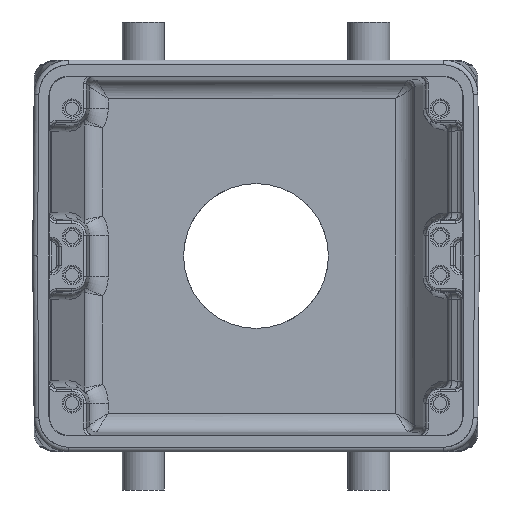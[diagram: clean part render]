
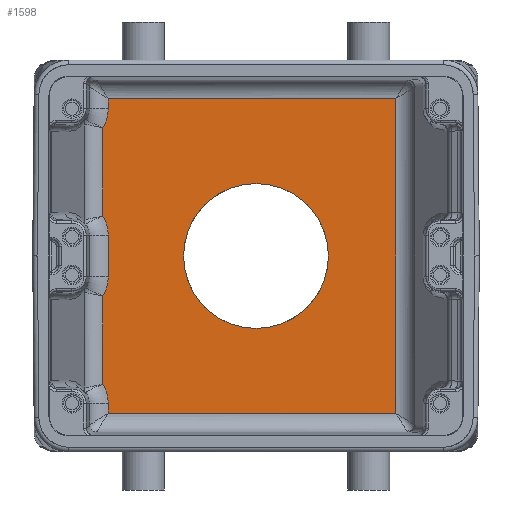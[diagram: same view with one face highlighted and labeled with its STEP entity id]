
A CAD part, front view. The second image highlights one B-rep face of the part: STEP entity #1598.
In plain terms, the highlighted planar face has unit normal (0, -1, 0).
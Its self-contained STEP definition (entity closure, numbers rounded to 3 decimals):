
#1598=ADVANCED_FACE('',(#2516,#2517),#1950,.F.);
#1950=PLANE('',#11536);
#2175=CIRCLE('',#11130,7.646);
#2182=CIRCLE('',#11149,7.646);
#2312=CIRCLE('',#11432,7.646);
#2325=CIRCLE('',#11468,7.646);
#2349=CIRCLE('',#11534,15.25);
#2350=CIRCLE('',#11535,15.25);
#2516=FACE_BOUND('',#3090,.T.);
#2517=FACE_BOUND('',#3091,.T.);
#3090=EDGE_LOOP('',(#5951,#5952));
#3091=EDGE_LOOP('',(#5953,#5954,#5955,#5956,#5957,#5958,#5959,#5960,#5961,
#5962,#5963,#5964));
#5951=ORIENTED_EDGE('',*,*,#8815,.T.);
#5952=ORIENTED_EDGE('',*,*,#8816,.T.);
#5953=ORIENTED_EDGE('',*,*,#8261,.F.);
#5954=ORIENTED_EDGE('',*,*,#8255,.T.);
#5955=ORIENTED_EDGE('',*,*,#8284,.F.);
#5956=ORIENTED_EDGE('',*,*,#8294,.T.);
#5957=ORIENTED_EDGE('',*,*,#8728,.F.);
#5958=ORIENTED_EDGE('',*,*,#8726,.T.);
#5959=ORIENTED_EDGE('',*,*,#8660,.F.);
#5960=ORIENTED_EDGE('',*,*,#8671,.T.);
#5961=ORIENTED_EDGE('',*,*,#8673,.F.);
#5962=ORIENTED_EDGE('',*,*,#8807,.F.);
#5963=ORIENTED_EDGE('',*,*,#8810,.F.);
#5964=ORIENTED_EDGE('',*,*,#8814,.F.);
#7089=VERTEX_POINT('',#16676);
#7090=VERTEX_POINT('',#16677);
#7095=VERTEX_POINT('',#16707);
#7105=VERTEX_POINT('',#17038);
#7111=VERTEX_POINT('',#17158);
#7332=VERTEX_POINT('',#18785);
#7333=VERTEX_POINT('',#18894);
#7334=VERTEX_POINT('',#18895);
#7341=VERTEX_POINT('',#19032);
#7370=VERTEX_POINT('',#19435);
#7408=VERTEX_POINT('',#19735);
#7409=VERTEX_POINT('',#19853);
#7411=VERTEX_POINT('',#19976);
#7412=VERTEX_POINT('',#19977);
#8255=EDGE_CURVE('',#7089,#7090,#2175,.T.);
#8261=EDGE_CURVE('',#7089,#7095,#9560,.T.);
#8284=EDGE_CURVE('',#7105,#7090,#9569,.T.);
#8294=EDGE_CURVE('',#7105,#7111,#2182,.T.);
#8660=EDGE_CURVE('',#7333,#7334,#9705,.T.);
#8671=EDGE_CURVE('',#7333,#7341,#2312,.T.);
#8673=EDGE_CURVE('',#7332,#7341,#9708,.T.);
#8726=EDGE_CURVE('',#7370,#7334,#2325,.T.);
#8728=EDGE_CURVE('',#7370,#7111,#9727,.T.);
#8807=EDGE_CURVE('',#7408,#7332,#9768,.T.);
#8810=EDGE_CURVE('',#7409,#7408,#9769,.T.);
#8814=EDGE_CURVE('',#7095,#7409,#9770,.T.);
#8815=EDGE_CURVE('',#7411,#7412,#2349,.T.);
#8816=EDGE_CURVE('',#7412,#7411,#2350,.T.);
#9560=LINE('',#16706,#10339);
#9569=LINE('',#17037,#10348);
#9705=LINE('',#18893,#10484);
#9708=LINE('',#19036,#10487);
#9727=LINE('',#19438,#10506);
#9768=LINE('',#19736,#10547);
#9769=LINE('',#19854,#10548);
#9770=LINE('',#19973,#10549);
#10339=VECTOR('',#13107,1.);
#10348=VECTOR('',#13138,1.);
#10484=VECTOR('',#13840,1.);
#10487=VECTOR('',#13855,1.);
#10506=VECTOR('',#13948,1.);
#10547=VECTOR('',#14107,1.);
#10548=VECTOR('',#14110,1.);
#10549=VECTOR('',#14115,1.);
#11130=AXIS2_PLACEMENT_3D('',#16675,#13098,#13099);
#11149=AXIS2_PLACEMENT_3D('',#17159,#13148,#13149);
#11432=AXIS2_PLACEMENT_3D('',#19033,#13850,#13851);
#11468=AXIS2_PLACEMENT_3D('',#19434,#13942,#13943);
#11534=AXIS2_PLACEMENT_3D('',#19975,#14118,#14119);
#11535=AXIS2_PLACEMENT_3D('',#19978,#14120,#14121);
#11536=AXIS2_PLACEMENT_3D('',#19979,#14122,#14123);
#13098=DIRECTION('',(0.,1.,0.));
#13099=DIRECTION('',(1.,0.,0.));
#13107=DIRECTION('',(0.,0.,1.));
#13138=DIRECTION('',(0.,0.,1.));
#13148=DIRECTION('',(0.,1.,0.));
#13149=DIRECTION('',(0.853,0.,0.521));
#13840=DIRECTION('',(0.,0.,1.));
#13850=DIRECTION('',(0.,1.,0.));
#13851=DIRECTION('',(0.853,0.,0.521));
#13855=DIRECTION('',(0.,0.,1.));
#13942=DIRECTION('',(0.,1.,0.));
#13943=DIRECTION('',(1.,0.,0.));
#13948=DIRECTION('',(0.,0.,1.));
#14107=DIRECTION('',(-1.,0.,0.));
#14110=DIRECTION('',(0.,0.,-1.));
#14115=DIRECTION('',(1.,0.,0.));
#14118=DIRECTION('',(0.,1.,0.));
#14119=DIRECTION('',(1.,0.,0.));
#14120=DIRECTION('',(0.,1.,0.));
#14121=DIRECTION('',(-1.,0.,0.));
#14122=DIRECTION('',(0.,1.,0.));
#14123=DIRECTION('',(-1.,0.,0.));
#16675=CARTESIAN_POINT('',(-38.75,40.,31.));
#16676=CARTESIAN_POINT('',(-31.104,40.,31.));
#16677=CARTESIAN_POINT('',(-32.225,40.,27.015));
#16706=CARTESIAN_POINT('',(-31.104,40.,31.));
#16707=CARTESIAN_POINT('',(-31.104,40.,33.104));
#17037=CARTESIAN_POINT('',(-32.225,40.,8.385));
#17038=CARTESIAN_POINT('',(-32.225,40.,8.385));
#17158=CARTESIAN_POINT('',(-31.104,40.,4.4));
#17159=CARTESIAN_POINT('',(-38.75,40.,4.4));
#18785=CARTESIAN_POINT('',(-31.104,40.,-33.104));
#18893=CARTESIAN_POINT('',(-32.225,40.,-27.015));
#18894=CARTESIAN_POINT('',(-32.225,40.,-27.015));
#18895=CARTESIAN_POINT('',(-32.225,40.,-8.385));
#19032=CARTESIAN_POINT('',(-31.104,40.,-31.));
#19033=CARTESIAN_POINT('',(-38.75,40.,-31.));
#19036=CARTESIAN_POINT('',(-31.104,40.,-33.104));
#19434=CARTESIAN_POINT('',(-38.75,40.,-4.4));
#19435=CARTESIAN_POINT('',(-31.104,40.,-4.4));
#19438=CARTESIAN_POINT('',(-31.104,40.,-4.4));
#19735=CARTESIAN_POINT('',(29.448,40.,-33.104));
#19736=CARTESIAN_POINT('',(29.448,40.,-33.104));
#19853=CARTESIAN_POINT('',(29.448,40.,33.104));
#19854=CARTESIAN_POINT('',(29.448,40.,33.104));
#19973=CARTESIAN_POINT('',(-31.104,40.,33.104));
#19975=CARTESIAN_POINT('',(0.,40.,0.));
#19976=CARTESIAN_POINT('',(15.25,40.,0.));
#19977=CARTESIAN_POINT('',(-15.25,40.,0.));
#19978=CARTESIAN_POINT('',(0.,40.,0.));
#19979=CARTESIAN_POINT('',(32.925,40.,-37.75));
